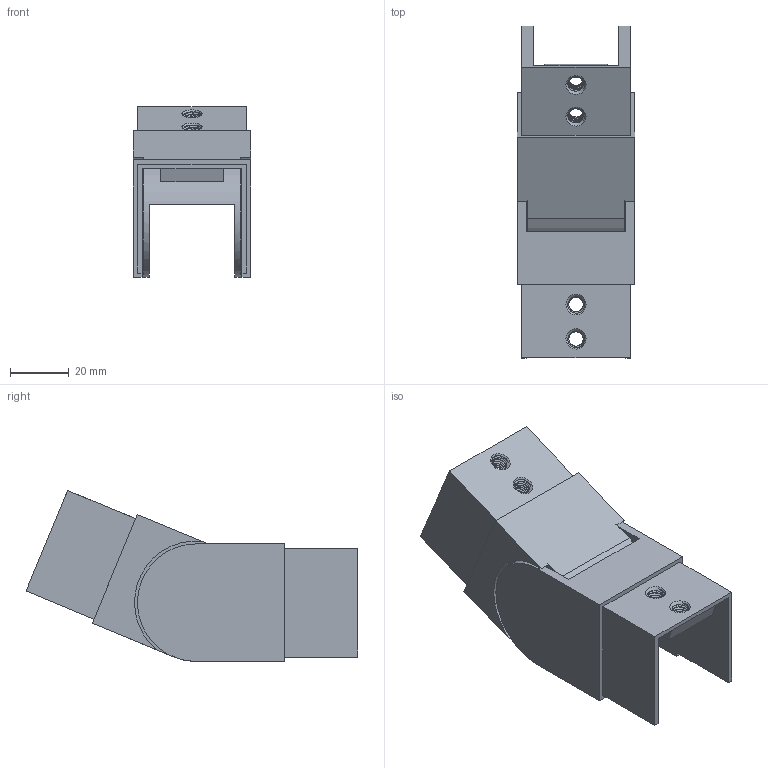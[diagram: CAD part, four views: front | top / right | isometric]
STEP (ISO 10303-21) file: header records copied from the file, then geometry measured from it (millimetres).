
FILE_DESCRIPTION(/* description */ (''),/* implementation_level */ '2;1');
FILE_NAME(/* name */ '2112_Cosch_Edelstahltechnik.stp',/* time_stamp */ '2018-06-15T23:25:02+02:00',/* author */ (''),/* organization */ (''),/* preprocessor_version */ 'ST-DEVELOPER v16',/* originating_system */ 'SIEMENS PLM Software NX 11.0',/* authorisation */ '');
FILE_SCHEMA (('AUTOMOTIVE_DESIGN { 1 0 10303 214 3 1 1 1 }'));
Length unit declared in the file: millimetre
Products named in the file (1): Goge13A0C3A0dcq2
Bounding box: 40 x 112.89 x 58.14 mm (x, y, z)
Volume: 50535.6 mm3; surface area: 33179.2 mm2
Topology: 1 solids, 1 shells, 75 faces, 211 edges, 142 vertices
Faces by surface type: plane 44, cylinder 15, cone 8, bspline 8
Full cylindrical faces by diameter (mm): 6.387 x1
Entity records: 8424 total; most frequent: CARTESIAN_POINT 6629, ORIENTED_EDGE 376, DIRECTION 323, EDGE_CURVE 188, VERTEX_POINT 126, LINE 121, VECTOR 121, AXIS2_PLACEMENT_3D 101
